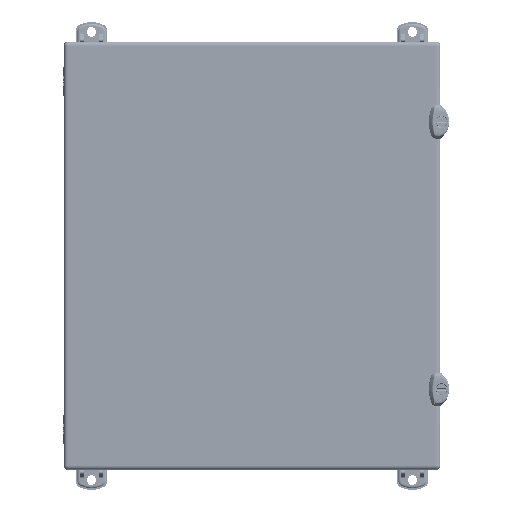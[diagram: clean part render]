
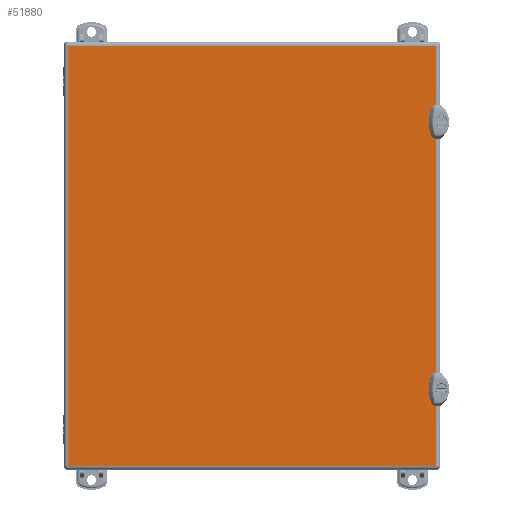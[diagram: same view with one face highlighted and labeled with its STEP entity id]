
A CAD part, top view. The second image highlights one B-rep face of the part: STEP entity #51880.
In plain terms, the highlighted planar face has unit normal (0, 0, 1).
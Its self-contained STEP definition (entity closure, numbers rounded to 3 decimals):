
#4643=CIRCLE('',#56262,0.03);
#4645=CIRCLE('',#56266,0.03);
#4655=CIRCLE('',#56279,0.03);
#4657=CIRCLE('',#56284,0.03);
#6843=FACE_OUTER_BOUND('',#10011,.T.);
#10011=EDGE_LOOP('',(#38900,#38901,#38902,#38903,#38904,#38905,#38906,#38907,
#38908,#38909,#38910,#38911,#38912,#38913,#38914,#38915));
#13680=LINE('',#85034,#18096);
#13688=LINE('',#85051,#18104);
#13691=LINE('',#85064,#18107);
#13698=LINE('',#85089,#18114);
#13700=LINE('',#85097,#18116);
#13702=LINE('',#85104,#18118);
#13705=LINE('',#85115,#18121);
#13709=LINE('',#85122,#18125);
#13714=LINE('',#85134,#18130);
#13800=LINE('',#85440,#18216);
#13802=LINE('',#85449,#18218);
#13803=LINE('',#85455,#18219);
#18096=VECTOR('',#64017,0.394);
#18104=VECTOR('',#64029,0.394);
#18107=VECTOR('',#64044,0.394);
#18114=VECTOR('',#64069,0.394);
#18116=VECTOR('',#64075,0.394);
#18118=VECTOR('',#64081,0.394);
#18121=VECTOR('',#64092,0.394);
#18125=VECTOR('',#64098,0.394);
#18130=VECTOR('',#64113,0.394);
#18216=VECTOR('',#64361,0.394);
#18218=VECTOR('',#64373,0.394);
#18219=VECTOR('',#64384,0.394);
#22457=VERTEX_POINT('',#85031);
#22458=VERTEX_POINT('',#85033);
#22464=VERTEX_POINT('',#85048);
#22465=VERTEX_POINT('',#85050);
#22467=VERTEX_POINT('',#85057);
#22469=VERTEX_POINT('',#85063);
#22478=VERTEX_POINT('',#85088);
#22481=VERTEX_POINT('',#85094);
#22482=VERTEX_POINT('',#85096);
#22485=VERTEX_POINT('',#85102);
#22488=VERTEX_POINT('',#85109);
#22489=VERTEX_POINT('',#85111);
#22491=VERTEX_POINT('',#85121);
#22493=VERTEX_POINT('',#85127);
#22574=VERTEX_POINT('',#85434);
#22578=VERTEX_POINT('',#85447);
#28278=EDGE_CURVE('',#22458,#22457,#13680,.T.);
#28286=EDGE_CURVE('',#22465,#22464,#13688,.T.);
#28290=EDGE_CURVE('',#22467,#22458,#4643,.T.);
#28293=EDGE_CURVE('',#22469,#22467,#13691,.T.);
#28296=EDGE_CURVE('',#22464,#22469,#4645,.T.);
#28306=EDGE_CURVE('',#22465,#22478,#13698,.T.);
#28310=EDGE_CURVE('',#22481,#22482,#13700,.T.);
#28314=EDGE_CURVE('',#22485,#22457,#13702,.T.);
#28317=EDGE_CURVE('',#22489,#22488,#4655,.T.);
#28319=EDGE_CURVE('',#22488,#22482,#13705,.T.);
#28323=EDGE_CURVE('',#22491,#22489,#13709,.T.);
#28326=EDGE_CURVE('',#22493,#22491,#4657,.T.);
#28330=EDGE_CURVE('',#22485,#22493,#13714,.T.);
#28456=EDGE_CURVE('',#22478,#22574,#13800,.T.);
#28461=EDGE_CURVE('',#22578,#22481,#13802,.T.);
#28465=EDGE_CURVE('',#22574,#22578,#13803,.T.);
#38900=ORIENTED_EDGE('',*,*,#28278,.T.);
#38901=ORIENTED_EDGE('',*,*,#28314,.F.);
#38902=ORIENTED_EDGE('',*,*,#28330,.T.);
#38903=ORIENTED_EDGE('',*,*,#28326,.T.);
#38904=ORIENTED_EDGE('',*,*,#28323,.T.);
#38905=ORIENTED_EDGE('',*,*,#28317,.T.);
#38906=ORIENTED_EDGE('',*,*,#28319,.T.);
#38907=ORIENTED_EDGE('',*,*,#28310,.F.);
#38908=ORIENTED_EDGE('',*,*,#28461,.F.);
#38909=ORIENTED_EDGE('',*,*,#28465,.F.);
#38910=ORIENTED_EDGE('',*,*,#28456,.F.);
#38911=ORIENTED_EDGE('',*,*,#28306,.F.);
#38912=ORIENTED_EDGE('',*,*,#28286,.T.);
#38913=ORIENTED_EDGE('',*,*,#28296,.T.);
#38914=ORIENTED_EDGE('',*,*,#28293,.T.);
#38915=ORIENTED_EDGE('',*,*,#28290,.T.);
#50054=PLANE('',#56386);
#51880=ADVANCED_FACE('',(#6843),#50054,.T.);
#56262=AXIS2_PLACEMENT_3D('',#85058,#64038,#64039);
#56266=AXIS2_PLACEMENT_3D('',#85068,#64050,#64051);
#56279=AXIS2_PLACEMENT_3D('',#85112,#64087,#64088);
#56284=AXIS2_PLACEMENT_3D('',#85128,#64104,#64105);
#56386=AXIS2_PLACEMENT_3D('',#85471,#64405,#64406);
#64017=DIRECTION('',(1.,0.,0.));
#64029=DIRECTION('',(-1.,0.,0.));
#64038=DIRECTION('center_axis',(0.,0.,-1.));
#64039=DIRECTION('ref_axis',(0.,1.,0.));
#64044=DIRECTION('',(0.,1.,0.));
#64050=DIRECTION('center_axis',(0.,0.,-1.));
#64051=DIRECTION('ref_axis',(-1.,0.,0.));
#64069=DIRECTION('',(0.,-1.,0.));
#64075=DIRECTION('',(0.,-1.,0.));
#64081=DIRECTION('',(0.,-1.,0.));
#64087=DIRECTION('center_axis',(0.,0.,-1.));
#64088=DIRECTION('ref_axis',(0.,1.,0.));
#64092=DIRECTION('',(1.,0.,0.));
#64098=DIRECTION('',(0.,1.,0.));
#64104=DIRECTION('center_axis',(0.,0.,-1.));
#64105=DIRECTION('ref_axis',(-1.,0.,0.));
#64113=DIRECTION('',(-1.,0.,0.));
#64361=DIRECTION('',(-1.,0.,0.));
#64373=DIRECTION('',(1.,0.,0.));
#64384=DIRECTION('',(0.,1.,0.));
#64405=DIRECTION('center_axis',(0.,0.,1.));
#64406=DIRECTION('ref_axis',(1.,0.,0.));
#85031=CARTESIAN_POINT('',(6.894,-4.438,0.053));
#85033=CARTESIAN_POINT('',(6.867,-4.438,0.053));
#85034=CARTESIAN_POINT('',(3.542,-4.438,0.053));
#85048=CARTESIAN_POINT('',(6.867,-5.563,0.053));
#85050=CARTESIAN_POINT('',(6.894,-5.563,0.053));
#85051=CARTESIAN_POINT('',(3.433,-5.563,0.053));
#85057=CARTESIAN_POINT('',(6.837,-4.468,0.053));
#85058=CARTESIAN_POINT('Origin',(6.867,-4.468,0.053));
#85063=CARTESIAN_POINT('',(6.837,-5.533,0.053));
#85064=CARTESIAN_POINT('',(6.837,-2.234,0.053));
#85068=CARTESIAN_POINT('Origin',(6.867,-5.533,0.053));
#85088=CARTESIAN_POINT('',(6.894,-7.854,0.053));
#85089=CARTESIAN_POINT('',(6.894,-3.927,0.053));
#85094=CARTESIAN_POINT('',(6.894,7.854,0.053));
#85096=CARTESIAN_POINT('',(6.894,5.563,0.053));
#85097=CARTESIAN_POINT('',(6.894,-3.927,0.053));
#85102=CARTESIAN_POINT('',(6.894,4.438,0.053));
#85104=CARTESIAN_POINT('',(6.894,-3.927,0.053));
#85109=CARTESIAN_POINT('',(6.867,5.563,0.053));
#85111=CARTESIAN_POINT('',(6.837,5.533,0.053));
#85112=CARTESIAN_POINT('Origin',(6.867,5.533,0.053));
#85115=CARTESIAN_POINT('',(3.542,5.563,0.053));
#85121=CARTESIAN_POINT('',(6.837,4.468,0.053));
#85122=CARTESIAN_POINT('',(6.837,2.766,0.053));
#85127=CARTESIAN_POINT('',(6.867,4.438,0.053));
#85128=CARTESIAN_POINT('Origin',(6.867,4.468,0.053));
#85134=CARTESIAN_POINT('',(3.433,4.438,0.053));
#85434=CARTESIAN_POINT('',(-6.894,-7.854,0.053));
#85440=CARTESIAN_POINT('',(-3.447,-7.854,0.053));
#85447=CARTESIAN_POINT('',(-6.894,7.854,0.053));
#85449=CARTESIAN_POINT('',(3.447,7.854,0.053));
#85455=CARTESIAN_POINT('',(-6.894,3.927,0.053));
#85471=CARTESIAN_POINT('Origin',(0.,0.,
0.053));
